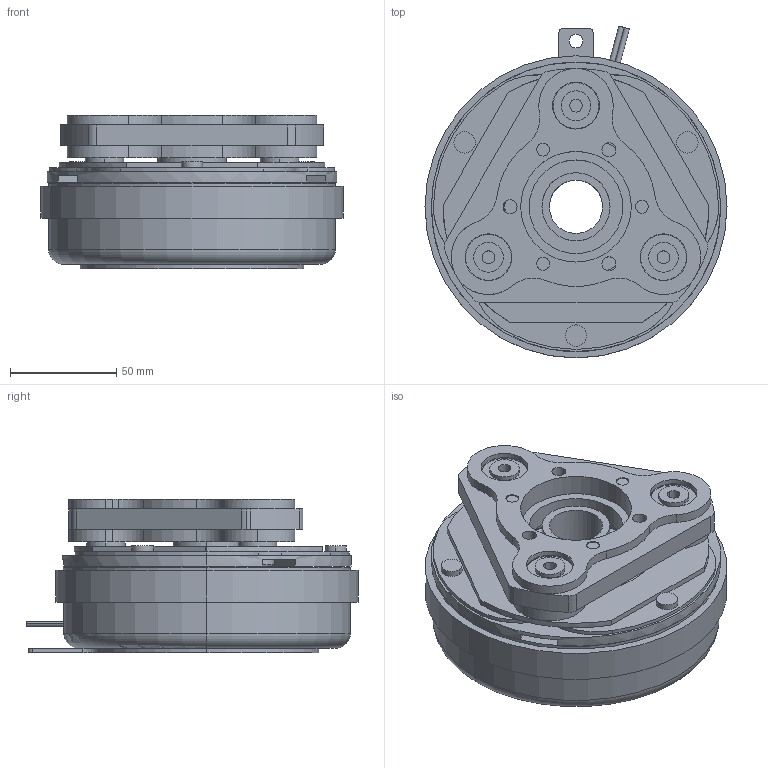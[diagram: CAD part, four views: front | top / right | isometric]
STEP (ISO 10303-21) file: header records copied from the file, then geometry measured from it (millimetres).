
FILE_DESCRIPTION (( 'STEP AP203' ), '1' );
FILE_NAME ('VCEHA 5_23660700.STEP', '2016-06-24T00:40:46', ( ' ' ), ( '' ), 'SwSTEP 2.0', 'SolidWorks 2009', '' );
FILE_SCHEMA (( 'CONFIG_CONTROL_DESIGN' ));
Length unit declared in the file: millimetre
Products named in the file (1): VCEHA 5_23660700
Bounding box: 142 x 156.05 x 72 mm (x, y, z)
Volume: 762306.4 mm3; surface area: 112687.4 mm2
Topology: 3 solids, 3 shells, 256 faces, 641 edges, 417 vertices
Faces by surface type: cylinder 162, plane 84, cone 8, torus 2
Entity records: 7951 total; most frequent: DIRECTION 1556, CARTESIAN_POINT 1315, ORIENTED_EDGE 1282, AXIS2_PLACEMENT_3D 658, EDGE_CURVE 641, VERTEX_POINT 417, CIRCLE 401, EDGE_LOOP 302
